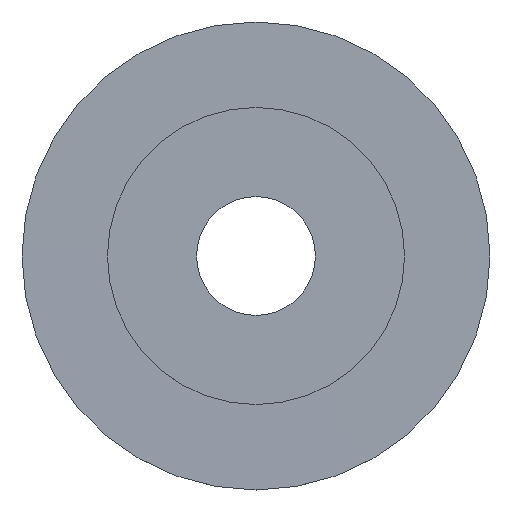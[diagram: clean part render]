
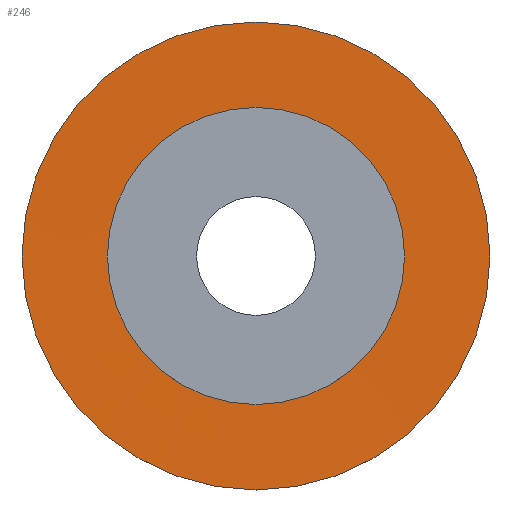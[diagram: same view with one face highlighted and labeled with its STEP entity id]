
A CAD part, top view. The second image highlights one B-rep face of the part: STEP entity #246.
In plain terms, the highlighted conical face has half-angle 89.851 degrees and reference radius 31.5 mm.
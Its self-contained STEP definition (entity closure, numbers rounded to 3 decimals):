
#6 = VERTEX_POINT ( 'NONE', #171 ) ;
#16 = VERTEX_POINT ( 'NONE', #37 ) ;
#33 = CARTESIAN_POINT ( 'NONE',  ( 0., 0., 0.77 ) ) ;
#36 = AXIS2_PLACEMENT_3D ( 'NONE', #167, #151, #54 ) ;
#37 = CARTESIAN_POINT ( 'NONE',  ( 0., 31.5, 0.8 ) ) ;
#39 = AXIS2_PLACEMENT_3D ( 'NONE', #33, #111, #134 ) ;
#54 = DIRECTION ( 'NONE',  ( 0., 1., 0. ) ) ;
#78 = CIRCLE ( 'NONE', #39, 20. ) ;
#80 = DIRECTION ( 'NONE',  ( 0., -1., 0. ) ) ;
#84 = ORIENTED_EDGE ( 'NONE', *, *, #106, .F. ) ;
#106 = EDGE_CURVE ( 'NONE', #16, #16, #175, .T. ) ;
#111 = DIRECTION ( 'NONE',  ( 0., 0., -1. ) ) ;
#116 = FACE_BOUND ( 'NONE', #234, .T. ) ;
#134 = DIRECTION ( 'NONE',  ( 0., 1., 0. ) ) ;
#147 = EDGE_LOOP ( 'NONE', ( #84 ) ) ;
#151 = DIRECTION ( 'NONE',  ( 0., 0., -1. ) ) ;
#167 = CARTESIAN_POINT ( 'NONE',  ( 0., 0., 0.8 ) ) ;
#171 = CARTESIAN_POINT ( 'NONE',  ( 0., 20., 0.77 ) ) ;
#175 = CIRCLE ( 'NONE', #36, 31.5 ) ;
#178 = EDGE_CURVE ( 'NONE', #6, #6, #78, .T. ) ;
#179 = FACE_OUTER_BOUND ( 'NONE', #147, .T. ) ;
#181 = ORIENTED_EDGE ( 'NONE', *, *, #178, .T. ) ;
#202 = AXIS2_PLACEMENT_3D ( 'NONE', #247, #249, #80 ) ;
#221 = CONICAL_SURFACE ( 'NONE', #202, 31.5, 1.568 ) ;
#234 = EDGE_LOOP ( 'NONE', ( #181 ) ) ;
#246 = ADVANCED_FACE ( 'NONE', ( #116, #179 ), #221, .F. ) ;
#247 = CARTESIAN_POINT ( 'NONE',  ( 0., 0., 0.8 ) ) ;
#249 = DIRECTION ( 'NONE',  ( 0., 0., 1. ) ) ;
